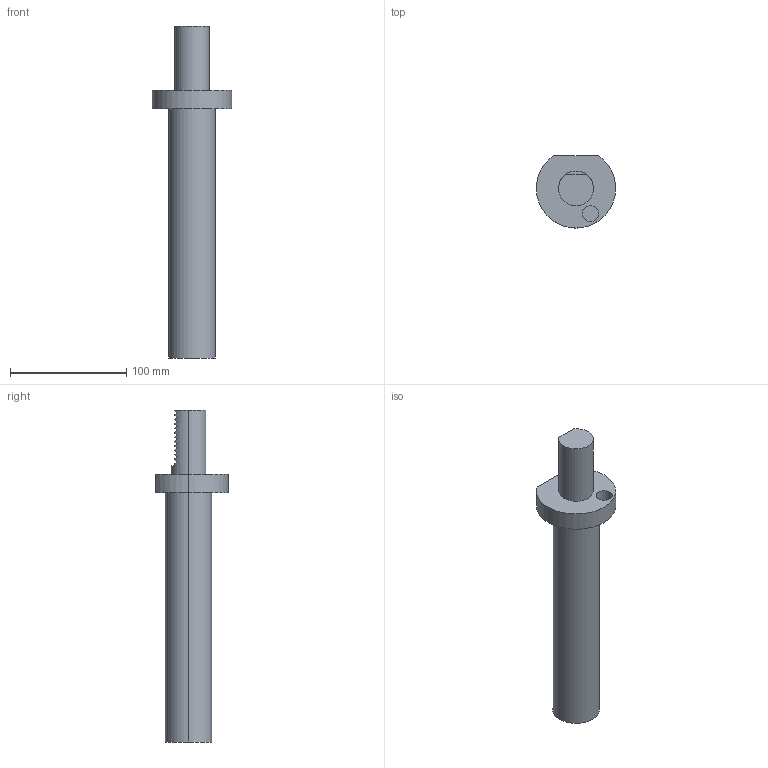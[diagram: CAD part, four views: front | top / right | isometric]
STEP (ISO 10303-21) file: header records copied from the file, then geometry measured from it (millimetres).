
FILE_DESCRIPTION (( 'STEP AP203' ), '1' );
FILE_NAME ('STP-150.30.40.230.STEP', '2017-01-19T09:43:12', ( 'user' ), ( '' ), 'SwSTEP 2.0', 'SolidWorks 2015', '' );
FILE_SCHEMA (( 'CONFIG_CONTROL_DESIGN' ));
Length unit declared in the file: millimetre
Products named in the file (1): STP-150.30.40.230
Bounding box: 68 x 62 x 285 mm (x, y, z)
Volume: 359268.4 mm3; surface area: 43102.4 mm2
Topology: 1 solids, 1 shells, 65 faces, 180 edges, 120 vertices
Faces by surface type: plane 44, cylinder 21
Entity records: 2299 total; most frequent: CARTESIAN_POINT 726, ORIENTED_EDGE 360, DIRECTION 260, EDGE_CURVE 180, VERTEX_POINT 120, VECTOR 88, LINE 88, AXIS2_PLACEMENT_3D 86
